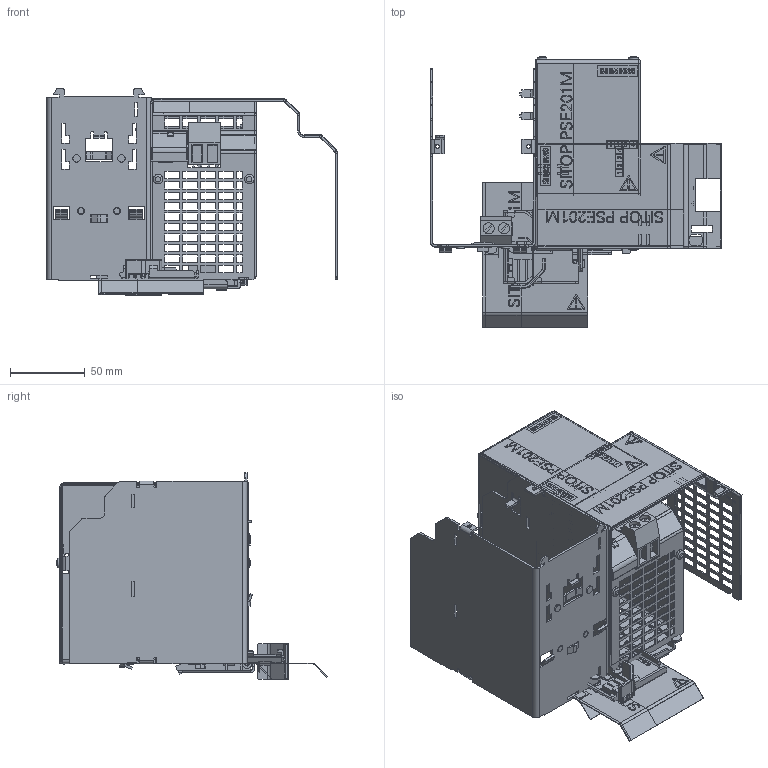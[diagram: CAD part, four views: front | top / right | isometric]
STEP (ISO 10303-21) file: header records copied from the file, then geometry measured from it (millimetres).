
FILE_DESCRIPTION( ( 'Unknown' ), '1' );
FILE_NAME( '6ep19613ba01_001_stp.stp', 'Unknown', ( 'Unknown' ), ( 'Unknown' ), 'PSStep 10.0', 'Unknown', ' ' );
FILE_SCHEMA( ( 'AUTOMOTIVE_DESIGN { 1 0 10303 214 1 1 1 1 }' ) );
Length unit declared in the file: millimetre
Products named in the file (13): Frontkappe mit Folie; Assem1; Schieber-A7538-B1-kpl; C98130-A7541-C002; C98130-A7598-C001_Folie1; C98130-A7598-C001_Folie2; C98130-A7538-C011-01; Blattfeder; kombifeder2; C98130-A7541-C001; 40A_klemme_2pol; C98130-A7538-C14-51; Taptite_M3x8
Bounding box: 194.35 x 181.01 x 138.3 mm (x, y, z)
Volume: 204522.2 mm3; surface area: 380413.8 mm2
Topology: 29 solids, 29 shells, 4909 faces, 13650 edges, 8922 vertices
Faces by surface type: plane 3884, cylinder 786, extrusion 103, torus 92, sphere 37, cone 7
Full cylindrical faces by diameter (mm): 1 x3, 1.2 x16, 2.5 x12, 2.7 x8, 2.75 x2, 3 x5, 3.5 x30, 5 x4, 6.4 x5, 7 x3, 7.4 x4
Entity records: 72834 total; most frequent: CARTESIAN_POINT 12419, ORIENTED_EDGE 9862, DIRECTION 8770, EDGE_CURVE 4931, VECTOR 3906, LINE 3869, VERTEX_POINT 3256, AXIS2_PLACEMENT_3D 2432
